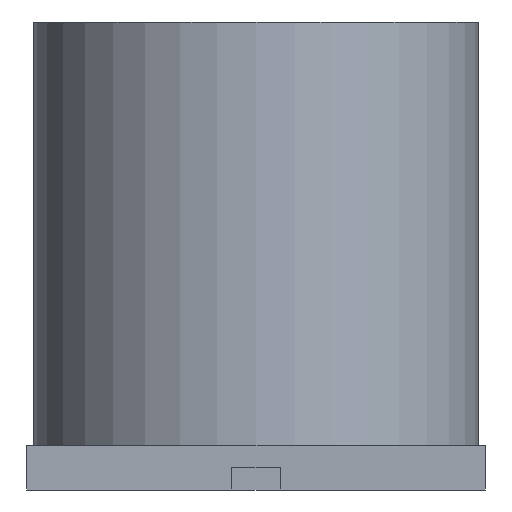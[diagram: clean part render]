
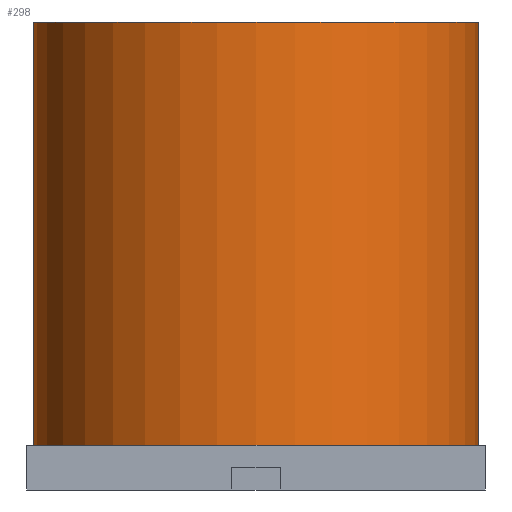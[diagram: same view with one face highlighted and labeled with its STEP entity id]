
A CAD part, left-side view. The second image highlights one B-rep face of the part: STEP entity #298.
In plain terms, the highlighted cylindrical face has radius 5 mm (diameter 10 mm), a full revolution.
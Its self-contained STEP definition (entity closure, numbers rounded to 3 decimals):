
#13=DIRECTION('',(0.,0.,1.));
#27=VECTOR('',#13,1.);
#60=DIRECTION('',(1.,0.,0.));
#169=ORIENTED_EDGE('',*,*,#170,.F.);
#170=EDGE_CURVE('',#171,#171,#173,.T.);
#171=VERTEX_POINT('',#172);
#172=CARTESIAN_POINT('',(5.,0.,1.));
#173=CIRCLE('',#174,5.);
#174=AXIS2_PLACEMENT_3D('',#175,#13,#60);
#175=CARTESIAN_POINT('',(0.,0.,1.));
#298=ADVANCED_FACE('',(#299),#312,.T.);
#299=FACE_BOUND('',#300,.F.);
#300=EDGE_LOOP('',(#301,#306,#311,#169));
#301=ORIENTED_EDGE('',*,*,#302,.T.);
#302=EDGE_CURVE('',#171,#303,#305,.T.);
#303=VERTEX_POINT('',#304);
#304=CARTESIAN_POINT('',(5.,0.,10.5));
#305=LINE('',#172,#27);
#306=ORIENTED_EDGE('',*,*,#307,.T.);
#307=EDGE_CURVE('',#303,#303,#308,.T.);
#308=CIRCLE('',#309,5.);
#309=AXIS2_PLACEMENT_3D('',#310,#13,#60);
#310=CARTESIAN_POINT('',(0.,0.,10.5));
#311=ORIENTED_EDGE('',*,*,#302,.F.);
#312=CYLINDRICAL_SURFACE('',#313,5.);
#313=AXIS2_PLACEMENT_3D('',#175,#314,#60);
#314=DIRECTION('',(-0.,-0.,-1.));
